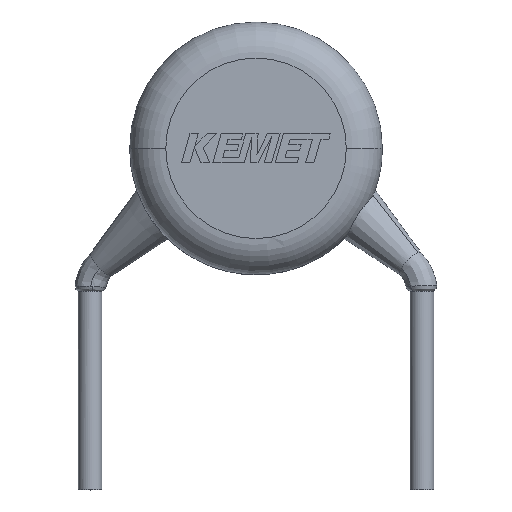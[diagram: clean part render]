
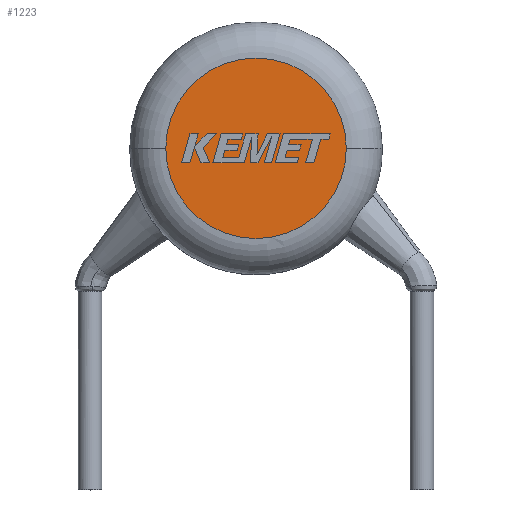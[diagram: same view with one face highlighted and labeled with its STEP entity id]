
A CAD part, top view. The second image highlights one B-rep face of the part: STEP entity #1223.
In plain terms, the highlighted planar face has unit normal (0, 0, 1).
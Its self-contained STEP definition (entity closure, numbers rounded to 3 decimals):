
#235 = DIRECTION ( 'NONE',  ( 0., 0., 1. ) ) ;
#321 = DIRECTION ( 'NONE',  ( 1., 0., 0. ) ) ;
#482 = ORIENTED_EDGE ( 'NONE', *, *, #1183, .T. ) ;
#582 = DIRECTION ( 'NONE',  ( 0., 0., 1. ) ) ;
#638 = EDGE_CURVE ( 'NONE', #1065, #3574, #3615, .T. ) ;
#793 = CARTESIAN_POINT ( 'NONE',  ( -2.5, 0., 5. ) ) ;
#975 = ORIENTED_EDGE ( 'NONE', *, *, #638, .T. ) ;
#1065 = VERTEX_POINT ( 'NONE', #793 ) ;
#1183 = EDGE_CURVE ( 'NONE', #3574, #1065, #1522, .T. ) ;
#1223 = ADVANCED_FACE ( 'NONE', ( #1515 ), #2247, .T. ) ;
#1377 = EDGE_LOOP ( 'NONE', ( #482, #975 ) ) ;
#1515 = FACE_OUTER_BOUND ( 'NONE', #1377, .T. ) ;
#1522 = CIRCLE ( 'NONE', #3987, 2.5 ) ;
#1894 = DIRECTION ( 'NONE',  ( 1., 0., 0. ) ) ;
#1930 = DIRECTION ( 'NONE',  ( 1., 0., 0. ) ) ;
#1996 = AXIS2_PLACEMENT_3D ( 'NONE', #4258, #235, #1894 ) ;
#2178 = CARTESIAN_POINT ( 'NONE',  ( 2.5, 0., 5. ) ) ;
#2247 = PLANE ( 'NONE',  #1996 ) ;
#2278 = CARTESIAN_POINT ( 'NONE',  ( 0., 0., 5. ) ) ;
#2596 = DIRECTION ( 'NONE',  ( 0., 0., 1. ) ) ;
#3574 = VERTEX_POINT ( 'NONE', #2178 ) ;
#3615 = CIRCLE ( 'NONE', #4102, 2.5 ) ;
#3920 = CARTESIAN_POINT ( 'NONE',  ( 0., 0., 5. ) ) ;
#3987 = AXIS2_PLACEMENT_3D ( 'NONE', #3920, #582, #1930 ) ;
#4102 = AXIS2_PLACEMENT_3D ( 'NONE', #2278, #2596, #321 ) ;
#4258 = CARTESIAN_POINT ( 'NONE',  ( 0., 0., 5. ) ) ;
